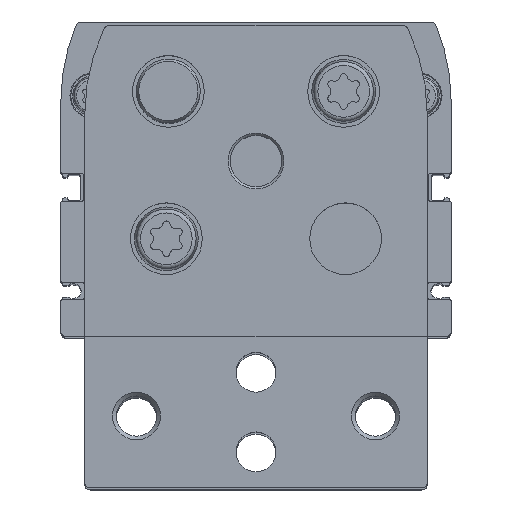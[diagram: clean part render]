
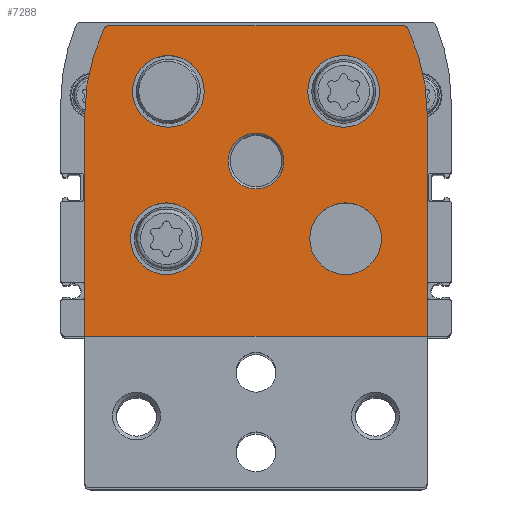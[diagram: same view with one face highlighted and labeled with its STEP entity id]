
A CAD part, top view. The second image highlights one B-rep face of the part: STEP entity #7288.
In plain terms, the highlighted planar face has unit normal (0, 0, 1).
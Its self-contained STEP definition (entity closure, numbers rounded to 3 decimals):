
#216=PLANE('',#8193);
#693=LINE('',#12799,#1179);
#707=LINE('',#12829,#1193);
#708=LINE('',#12841,#1194);
#709=LINE('',#12846,#1195);
#1179=VECTOR('',#10370,1000.);
#1193=VECTOR('',#10388,1000.);
#1194=VECTOR('',#10401,1000.);
#1195=VECTOR('',#10406,1000.);
#2986=ORIENTED_EDGE('',*,*,#4184,.T.);
#2987=ORIENTED_EDGE('',*,*,#4185,.F.);
#2988=ORIENTED_EDGE('',*,*,#4186,.T.);
#2989=ORIENTED_EDGE('',*,*,#4187,.F.);
#2990=ORIENTED_EDGE('',*,*,#4188,.T.);
#2991=ORIENTED_EDGE('',*,*,#4169,.T.);
#2992=ORIENTED_EDGE('',*,*,#4189,.F.);
#2993=ORIENTED_EDGE('',*,*,#4183,.T.);
#2994=ORIENTED_EDGE('',*,*,#4190,.T.);
#2995=ORIENTED_EDGE('',*,*,#4191,.T.);
#2996=ORIENTED_EDGE('',*,*,#4192,.T.);
#2997=ORIENTED_EDGE('',*,*,#4193,.T.);
#2998=ORIENTED_EDGE('',*,*,#4194,.T.);
#4169=EDGE_CURVE('',#4937,#4936,#693,.T.);
#4183=EDGE_CURVE('',#4946,#4950,#707,.T.);
#4184=EDGE_CURVE('',#4951,#4951,#5450,.T.);
#4185=EDGE_CURVE('',#4952,#4952,#5451,.T.);
#4186=EDGE_CURVE('',#4953,#4953,#5452,.T.);
#4187=EDGE_CURVE('',#4954,#4954,#5453,.T.);
#4188=EDGE_CURVE('',#4955,#4955,#5454,.T.);
#4189=EDGE_CURVE('',#4946,#4936,#708,.T.);
#4190=EDGE_CURVE('',#4950,#4956,#5455,.T.);
#4191=EDGE_CURVE('',#4956,#4957,#5456,.T.);
#4192=EDGE_CURVE('',#4957,#4958,#709,.T.);
#4193=EDGE_CURVE('',#4958,#4959,#5457,.T.);
#4194=EDGE_CURVE('',#4959,#4937,#5458,.T.);
#4936=VERTEX_POINT('',#12798);
#4937=VERTEX_POINT('',#12800);
#4946=VERTEX_POINT('',#12820);
#4950=VERTEX_POINT('',#12828);
#4951=VERTEX_POINT('',#12832);
#4952=VERTEX_POINT('',#12834);
#4953=VERTEX_POINT('',#12836);
#4954=VERTEX_POINT('',#12838);
#4955=VERTEX_POINT('',#12840);
#4956=VERTEX_POINT('',#12843);
#4957=VERTEX_POINT('',#12845);
#4958=VERTEX_POINT('',#12847);
#4959=VERTEX_POINT('',#12849);
#5450=CIRCLE('',#8194,7.);
#5451=CIRCLE('',#8195,9.);
#5452=CIRCLE('',#8196,9.);
#5453=CIRCLE('',#8197,9.);
#5454=CIRCLE('',#8198,9.);
#5455=CIRCLE('',#8199,50.);
#5456=CIRCLE('',#8200,1.35);
#5457=CIRCLE('',#8201,1.35);
#5458=CIRCLE('',#8202,50.);
#5988=EDGE_LOOP('',(#2986));
#5989=EDGE_LOOP('',(#2987));
#5990=EDGE_LOOP('',(#2988));
#5991=EDGE_LOOP('',(#2989));
#5992=EDGE_LOOP('',(#2990));
#5993=EDGE_LOOP('',(#2991,#2992,#2993,#2994,#2995,#2996,#2997,#2998));
#6582=FACE_BOUND('',#5988,.T.);
#6583=FACE_BOUND('',#5989,.T.);
#6584=FACE_BOUND('',#5990,.T.);
#6585=FACE_BOUND('',#5991,.T.);
#6586=FACE_BOUND('',#5992,.T.);
#6587=FACE_BOUND('',#5993,.T.);
#7288=ADVANCED_FACE('',(#6582,#6583,#6584,#6585,#6586,#6587),#216,.T.);
#8193=AXIS2_PLACEMENT_3D('',#12830,#10389,#10390);
#8194=AXIS2_PLACEMENT_3D('',#12831,#10391,#10392);
#8195=AXIS2_PLACEMENT_3D('',#12833,#10393,#10394);
#8196=AXIS2_PLACEMENT_3D('',#12835,#10395,#10396);
#8197=AXIS2_PLACEMENT_3D('',#12837,#10397,#10398);
#8198=AXIS2_PLACEMENT_3D('',#12839,#10399,#10400);
#8199=AXIS2_PLACEMENT_3D('',#12842,#10402,#10403);
#8200=AXIS2_PLACEMENT_3D('',#12844,#10404,#10405);
#8201=AXIS2_PLACEMENT_3D('',#12848,#10407,#10408);
#8202=AXIS2_PLACEMENT_3D('',#12850,#10409,#10410);
#10370=DIRECTION('',(0.,-1.,0.));
#10388=DIRECTION('',(0.,1.,0.));
#10389=DIRECTION('',(0.,0.,1.));
#10390=DIRECTION('',(1.,0.,0.));
#10391=DIRECTION('',(0.,0.,-1.));
#10392=DIRECTION('',(-1.,0.,0.));
#10393=DIRECTION('',(0.,0.,1.));
#10394=DIRECTION('',(1.,0.,0.));
#10395=DIRECTION('',(0.,0.,-1.));
#10396=DIRECTION('',(-1.,0.,0.));
#10397=DIRECTION('',(0.,0.,1.));
#10398=DIRECTION('',(1.,0.,0.));
#10399=DIRECTION('',(0.,0.,-1.));
#10400=DIRECTION('',(-1.,0.,0.));
#10401=DIRECTION('',(-1.,0.,0.));
#10402=DIRECTION('',(0.,0.,1.));
#10403=DIRECTION('',(1.,0.,0.));
#10404=DIRECTION('',(0.,0.,1.));
#10405=DIRECTION('',(1.,0.,0.));
#10406=DIRECTION('',(-1.,0.,0.));
#10407=DIRECTION('',(0.,0.,1.));
#10408=DIRECTION('',(1.,0.,0.));
#10409=DIRECTION('',(0.,0.,1.));
#10410=DIRECTION('',(1.,0.,0.));
#12798=CARTESIAN_POINT('',(-43.,38.,28.));
#12799=CARTESIAN_POINT('',(-43.,116.,28.));
#12800=CARTESIAN_POINT('',(-43.,93.7,28.));
#12820=CARTESIAN_POINT('',(43.,38.,28.));
#12828=CARTESIAN_POINT('',(43.,93.7,28.));
#12829=CARTESIAN_POINT('',(43.,0.,28.));
#12830=CARTESIAN_POINT('',(0.,0.,28.));
#12831=CARTESIAN_POINT('',(0.,82.,28.));
#12832=CARTESIAN_POINT('',(-7.,82.,28.));
#12833=CARTESIAN_POINT('',(-22.5,62.5,28.));
#12834=CARTESIAN_POINT('',(-13.5,62.5,28.));
#12835=CARTESIAN_POINT('',(22.5,62.5,28.));
#12836=CARTESIAN_POINT('',(13.5,62.5,28.));
#12837=CARTESIAN_POINT('',(22.,99.5,28.));
#12838=CARTESIAN_POINT('',(31.,99.5,28.));
#12839=CARTESIAN_POINT('',(-22.,99.5,28.));
#12840=CARTESIAN_POINT('',(-31.,99.5,28.));
#12841=CARTESIAN_POINT('',(43.,38.,28.));
#12842=CARTESIAN_POINT('',(-7.,93.7,28.));
#12843=CARTESIAN_POINT('',(38.127,115.231,28.));
#12844=CARTESIAN_POINT('',(36.908,114.65,28.));
#12845=CARTESIAN_POINT('',(36.908,116.,28.));
#12846=CARTESIAN_POINT('',(43.,116.,28.));
#12847=CARTESIAN_POINT('',(-36.908,116.,28.));
#12848=CARTESIAN_POINT('',(-36.908,114.65,28.));
#12849=CARTESIAN_POINT('',(-38.127,115.231,28.));
#12850=CARTESIAN_POINT('',(7.,93.7,28.));
